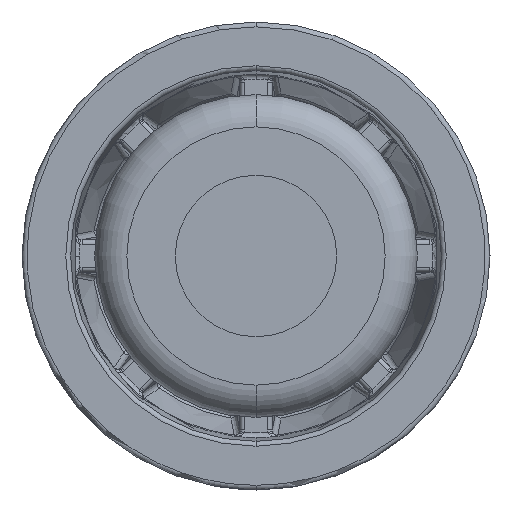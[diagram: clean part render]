
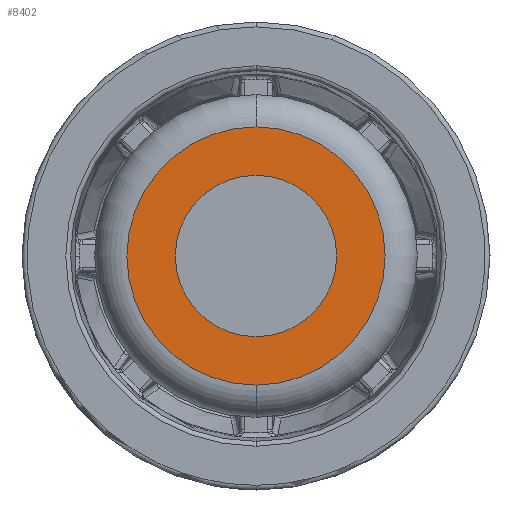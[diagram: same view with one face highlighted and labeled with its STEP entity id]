
A CAD part, front view. The second image highlights one B-rep face of the part: STEP entity #8402.
In plain terms, the highlighted planar face has unit normal (0, -1, 0).
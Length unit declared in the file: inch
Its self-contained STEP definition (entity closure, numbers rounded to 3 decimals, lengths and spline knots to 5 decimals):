
#66 = FACE_OUTER_BOUND ( 'NONE', #10220, .T. ) ;
#69 = DIRECTION ( 'NONE',  ( 0., 0., 1. ) ) ;
#1072 = VERTEX_POINT ( 'NONE', #21170 ) ;
#1776 = CIRCLE ( 'NONE', #12159, 0.31496 ) ;
#4975 = VERTEX_POINT ( 'NONE', #17039 ) ;
#5657 = PLANE ( 'NONE',  #20694 ) ;
#5827 = EDGE_CURVE ( 'NONE', #1072, #13541, #11871, .T. ) ;
#6089 = CIRCLE ( 'NONE', #8143, 0.19685 ) ;
#6639 = AXIS2_PLACEMENT_3D ( 'NONE', #19913, #10023, #69 ) ;
#6749 = EDGE_LOOP ( 'NONE', ( #14821, #6768 ) ) ;
#6768 = ORIENTED_EDGE ( 'NONE', *, *, #16135, .T. ) ;
#7230 = CARTESIAN_POINT ( 'NONE',  ( 0.6135, -0.01966, 0.9282 ) ) ;
#7622 = CARTESIAN_POINT ( 'NONE',  ( 0.6135, -0.01966, 0.9282 ) ) ;
#7674 = DIRECTION ( 'NONE',  ( 0., 1., 0. ) ) ;
#8031 = CARTESIAN_POINT ( 'NONE',  ( 0.6135, -0.01966, 0.73135 ) ) ;
#8143 = AXIS2_PLACEMENT_3D ( 'NONE', #7622, #19198, #9302 ) ;
#8402 = ADVANCED_FACE ( 'NONE', ( #8916, #66 ), #5657, .T. ) ;
#8803 = CIRCLE ( 'NONE', #19604, 0.31496 ) ;
#8916 = FACE_BOUND ( 'NONE', #6749, .T. ) ;
#8925 = DIRECTION ( 'NONE',  ( 0., 0., -1. ) ) ;
#9302 = DIRECTION ( 'NONE',  ( 0., 0., 1. ) ) ;
#10023 = DIRECTION ( 'NONE',  ( 0., 1., 0. ) ) ;
#10220 = EDGE_LOOP ( 'NONE', ( #12316, #11047 ) ) ;
#11047 = ORIENTED_EDGE ( 'NONE', *, *, #14046, .F. ) ;
#11357 = VERTEX_POINT ( 'NONE', #13696 ) ;
#11871 = CIRCLE ( 'NONE', #6639, 0.19685 ) ;
#12159 = AXIS2_PLACEMENT_3D ( 'NONE', #7230, #18815, #8925 ) ;
#12316 = ORIENTED_EDGE ( 'NONE', *, *, #14320, .F. ) ;
#13541 = VERTEX_POINT ( 'NONE', #8031 ) ;
#13696 = CARTESIAN_POINT ( 'NONE',  ( 0.6135, -0.01966, 1.24316 ) ) ;
#13712 = DIRECTION ( 'NONE',  ( 0., -1., 0. ) ) ;
#14046 = EDGE_CURVE ( 'NONE', #11357, #4975, #8803, .T. ) ;
#14320 = EDGE_CURVE ( 'NONE', #4975, #11357, #1776, .T. ) ;
#14821 = ORIENTED_EDGE ( 'NONE', *, *, #5827, .T. ) ;
#16135 = EDGE_CURVE ( 'NONE', #13541, #1072, #6089, .T. ) ;
#17039 = CARTESIAN_POINT ( 'NONE',  ( 0.6135, -0.01966, 0.61324 ) ) ;
#17259 = DIRECTION ( 'NONE',  ( 0., 0., -1. ) ) ;
#17589 = CARTESIAN_POINT ( 'NONE',  ( 0.6135, -0.01966, 0.9282 ) ) ;
#18761 = CARTESIAN_POINT ( 'NONE',  ( 0.81035, -0.01966, 0.9282 ) ) ;
#18815 = DIRECTION ( 'NONE',  ( 0., 1., 0. ) ) ;
#19198 = DIRECTION ( 'NONE',  ( 0., 1., 0. ) ) ;
#19256 = DIRECTION ( 'NONE',  ( 0., 0., -1. ) ) ;
#19604 = AXIS2_PLACEMENT_3D ( 'NONE', #17589, #7674, #19256 ) ;
#19913 = CARTESIAN_POINT ( 'NONE',  ( 0.6135, -0.01966, 0.9282 ) ) ;
#20694 = AXIS2_PLACEMENT_3D ( 'NONE', #18761, #13712, #17259 ) ;
#21170 = CARTESIAN_POINT ( 'NONE',  ( 0.6135, -0.01966, 1.12505 ) ) ;
